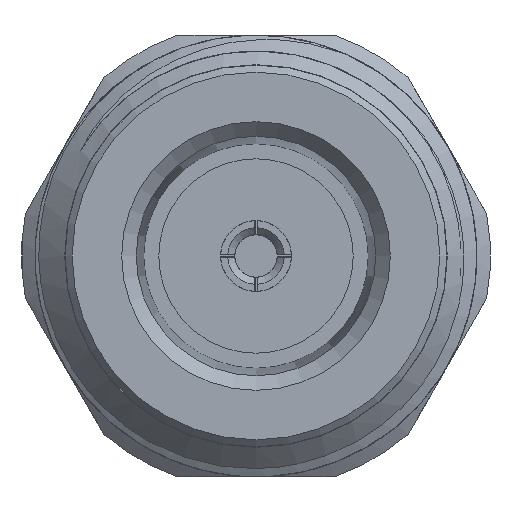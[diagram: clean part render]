
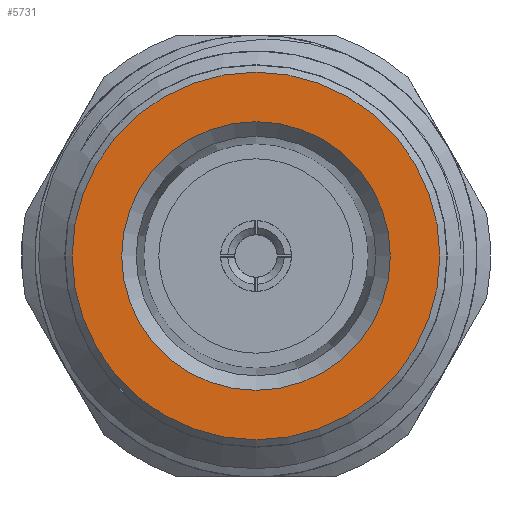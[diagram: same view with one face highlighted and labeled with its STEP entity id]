
A CAD part, left-side view. The second image highlights one B-rep face of the part: STEP entity #5731.
In plain terms, the highlighted planar face has unit normal (-1, 0, 0).
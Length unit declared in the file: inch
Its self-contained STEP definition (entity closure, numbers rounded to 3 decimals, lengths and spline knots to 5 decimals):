
#27 = EDGE_LOOP ( 'NONE', ( #1458 ) ) ;
#68 = CARTESIAN_POINT ( 'NONE',  ( 0., 0., -0.26 ) ) ;
#211 = CARTESIAN_POINT ( 'NONE',  ( 0., 0., 0. ) ) ;
#881 = EDGE_LOOP ( 'NONE', ( #2050 ) ) ;
#1458 = ORIENTED_EDGE ( 'NONE', *, *, #3417, .F. ) ;
#1701 = DIRECTION ( 'NONE',  ( -1., 0., 0. ) ) ;
#1929 = AXIS2_PLACEMENT_3D ( 'NONE', #211, #2202, #2667 ) ;
#2003 = FACE_BOUND ( 'NONE', #881, .T. ) ;
#2050 = ORIENTED_EDGE ( 'NONE', *, *, #5741, .T. ) ;
#2127 = VERTEX_POINT ( 'NONE', #68 ) ;
#2202 = DIRECTION ( 'NONE',  ( 1., 0., 0. ) ) ;
#2667 = DIRECTION ( 'NONE',  ( 0., 0., 1. ) ) ;
#2753 = DIRECTION ( 'NONE',  ( 0., 0., -1. ) ) ;
#2791 = CARTESIAN_POINT ( 'NONE',  ( 0., 0., 0. ) ) ;
#3417 = EDGE_CURVE ( 'NONE', #2127, #2127, #6598, .T. ) ;
#4224 = CARTESIAN_POINT ( 'NONE',  ( 0., 0., 0.19 ) ) ;
#4566 = AXIS2_PLACEMENT_3D ( 'NONE', #2791, #4888, #2753 ) ;
#4625 = VERTEX_POINT ( 'NONE', #4224 ) ;
#4697 = CIRCLE ( 'NONE', #1929, 0.19 ) ;
#4888 = DIRECTION ( 'NONE',  ( 1., 0., 0. ) ) ;
#5070 = FACE_OUTER_BOUND ( 'NONE', #27, .T. ) ;
#5140 = PLANE ( 'NONE',  #6191 ) ;
#5238 = DIRECTION ( 'NONE',  ( 0., 0., 1. ) ) ;
#5731 = ADVANCED_FACE ( 'NONE', ( #2003, #5070 ), #5140, .T. ) ;
#5741 = EDGE_CURVE ( 'NONE', #4625, #4625, #4697, .T. ) ;
#6073 = CARTESIAN_POINT ( 'NONE',  ( 0., 0., 0. ) ) ;
#6191 = AXIS2_PLACEMENT_3D ( 'NONE', #6073, #1701, #5238 ) ;
#6598 = CIRCLE ( 'NONE', #4566, 0.26 ) ;
